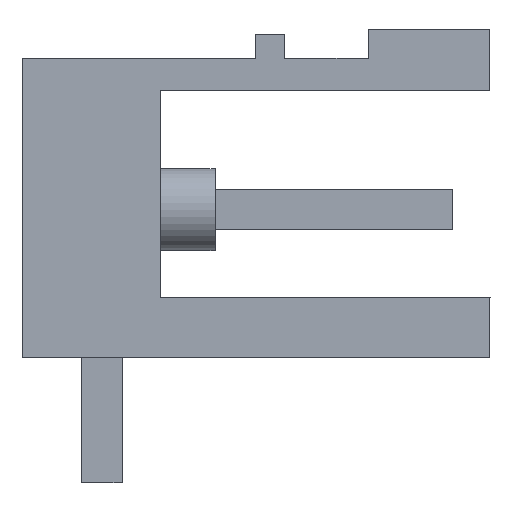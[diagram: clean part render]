
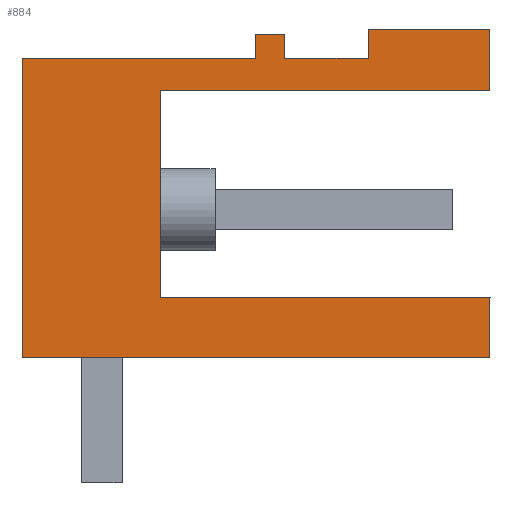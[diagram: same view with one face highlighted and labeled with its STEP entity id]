
A CAD part, left-side view. The second image highlights one B-rep face of the part: STEP entity #884.
In plain terms, the highlighted planar face has unit normal (-1, 0, 0).
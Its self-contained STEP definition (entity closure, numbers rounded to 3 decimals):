
#784=AXIS2_PLACEMENT_3D('Plane Axis2P3D',#781,#782,#783) ;
#254=CARTESIAN_POINT('Vertex',(0.,12.,1.5)) ;
#257=CARTESIAN_POINT('Line Origine',(0.,12.,5.34)) ;
#261=CARTESIAN_POINT('Vertex',(0.,12.,9.18)) ;
#661=CARTESIAN_POINT('Vertex',(0.,0.,1.5)) ;
#664=CARTESIAN_POINT('Line Origine',(0.,6.,1.5)) ;
#781=CARTESIAN_POINT('Axis2P3D Location',(0.,12.,0.)) ;
#786=CARTESIAN_POINT('Line Origine',(0.,0.,9.146)) ;
#790=CARTESIAN_POINT('Vertex',(0.,0.,8.363)) ;
#792=CARTESIAN_POINT('Vertex',(0.,0.,9.93)) ;
#795=CARTESIAN_POINT('Line Origine',(0.,1.56,9.93)) ;
#799=CARTESIAN_POINT('Vertex',(0.,3.12,9.93)) ;
#802=CARTESIAN_POINT('Line Origine',(0.,3.12,9.555)) ;
#806=CARTESIAN_POINT('Vertex',(0.,3.12,9.18)) ;
#809=CARTESIAN_POINT('Line Origine',(0.,4.195,9.18)) ;
#813=CARTESIAN_POINT('Vertex',(0.,5.27,9.18)) ;
#816=CARTESIAN_POINT('Line Origine',(0.,5.27,9.49)) ;
#820=CARTESIAN_POINT('Vertex',(0.,5.27,9.8)) ;
#823=CARTESIAN_POINT('Line Origine',(0.,5.645,9.8)) ;
#827=CARTESIAN_POINT('Vertex',(0.,6.02,9.8)) ;
#830=CARTESIAN_POINT('Line Origine',(0.,6.02,9.49)) ;
#834=CARTESIAN_POINT('Vertex',(0.,6.02,9.18)) ;
#837=CARTESIAN_POINT('Line Origine',(0.,9.01,9.18)) ;
#842=CARTESIAN_POINT('Line Origine',(0.,0.,2.275)) ;
#846=CARTESIAN_POINT('Vertex',(0.,0.,3.05)) ;
#849=CARTESIAN_POINT('Line Origine',(0.,4.225,3.05)) ;
#853=CARTESIAN_POINT('Vertex',(0.,8.45,3.05)) ;
#856=CARTESIAN_POINT('Line Origine',(0.,8.45,5.707)) ;
#860=CARTESIAN_POINT('Vertex',(0.,8.45,8.363)) ;
#863=CARTESIAN_POINT('Line Origine',(0.,4.225,8.363)) ;
#258=DIRECTION('Vector Direction',(0.,0.,-1.)) ;
#665=DIRECTION('Vector Direction',(0.,1.,0.)) ;
#782=DIRECTION('Axis2P3D Direction',(-1.,0.,0.)) ;
#783=DIRECTION('Axis2P3D XDirection',(0.,-1.,0.)) ;
#787=DIRECTION('Vector Direction',(0.,0.,-1.)) ;
#796=DIRECTION('Vector Direction',(0.,1.,0.)) ;
#803=DIRECTION('Vector Direction',(0.,0.,1.)) ;
#810=DIRECTION('Vector Direction',(0.,1.,0.)) ;
#817=DIRECTION('Vector Direction',(0.,0.,1.)) ;
#824=DIRECTION('Vector Direction',(0.,-1.,0.)) ;
#831=DIRECTION('Vector Direction',(0.,0.,1.)) ;
#838=DIRECTION('Vector Direction',(0.,-1.,0.)) ;
#843=DIRECTION('Vector Direction',(0.,0.,1.)) ;
#850=DIRECTION('Vector Direction',(0.,1.,0.)) ;
#857=DIRECTION('Vector Direction',(0.,0.,1.)) ;
#864=DIRECTION('Vector Direction',(0.,1.,0.)) ;
#259=VECTOR('Line Direction',#258,1.) ;
#666=VECTOR('Line Direction',#665,1.) ;
#788=VECTOR('Line Direction',#787,1.) ;
#797=VECTOR('Line Direction',#796,1.) ;
#804=VECTOR('Line Direction',#803,1.) ;
#811=VECTOR('Line Direction',#810,1.) ;
#818=VECTOR('Line Direction',#817,1.) ;
#825=VECTOR('Line Direction',#824,1.) ;
#832=VECTOR('Line Direction',#831,1.) ;
#839=VECTOR('Line Direction',#838,1.) ;
#844=VECTOR('Line Direction',#843,1.) ;
#851=VECTOR('Line Direction',#850,1.) ;
#858=VECTOR('Line Direction',#857,1.) ;
#865=VECTOR('Line Direction',#864,1.) ;
#869=ORIENTED_EDGE('',*,*,#794,.T.) ;
#870=ORIENTED_EDGE('',*,*,#801,.T.) ;
#871=ORIENTED_EDGE('',*,*,#808,.T.) ;
#872=ORIENTED_EDGE('',*,*,#815,.T.) ;
#873=ORIENTED_EDGE('',*,*,#822,.T.) ;
#874=ORIENTED_EDGE('',*,*,#829,.T.) ;
#875=ORIENTED_EDGE('',*,*,#836,.T.) ;
#876=ORIENTED_EDGE('',*,*,#841,.F.) ;
#877=ORIENTED_EDGE('',*,*,#263,.T.) ;
#878=ORIENTED_EDGE('',*,*,#668,.F.) ;
#879=ORIENTED_EDGE('',*,*,#848,.T.) ;
#880=ORIENTED_EDGE('',*,*,#855,.T.) ;
#881=ORIENTED_EDGE('',*,*,#862,.T.) ;
#882=ORIENTED_EDGE('',*,*,#867,.T.) ;
#884=ADVANCED_FACE('Housing',(#883),#785,.T.) ;
#263=EDGE_CURVE('',#262,#255,#260,.T.) ;
#668=EDGE_CURVE('',#662,#255,#667,.T.) ;
#794=EDGE_CURVE('',#791,#793,#789,.F.) ;
#801=EDGE_CURVE('',#793,#800,#798,.T.) ;
#808=EDGE_CURVE('',#800,#807,#805,.F.) ;
#815=EDGE_CURVE('',#807,#814,#812,.T.) ;
#822=EDGE_CURVE('',#814,#821,#819,.T.) ;
#829=EDGE_CURVE('',#821,#828,#826,.F.) ;
#836=EDGE_CURVE('',#828,#835,#833,.F.) ;
#841=EDGE_CURVE('',#262,#835,#840,.T.) ;
#848=EDGE_CURVE('',#662,#847,#845,.T.) ;
#855=EDGE_CURVE('',#847,#854,#852,.T.) ;
#862=EDGE_CURVE('',#854,#861,#859,.T.) ;
#867=EDGE_CURVE('',#861,#791,#866,.F.) ;
#868=EDGE_LOOP('',(#869,#870,#871,#872,#873,#874,#875,#876,#877,#878,#879,#880,#881,#882)) ;
#883=FACE_OUTER_BOUND('',#868,.T.) ;
#260=LINE('Line',#257,#259) ;
#667=LINE('Line',#664,#666) ;
#789=LINE('Line',#786,#788) ;
#798=LINE('Line',#795,#797) ;
#805=LINE('Line',#802,#804) ;
#812=LINE('Line',#809,#811) ;
#819=LINE('Line',#816,#818) ;
#826=LINE('Line',#823,#825) ;
#833=LINE('Line',#830,#832) ;
#840=LINE('Line',#837,#839) ;
#845=LINE('Line',#842,#844) ;
#852=LINE('Line',#849,#851) ;
#859=LINE('Line',#856,#858) ;
#866=LINE('Line',#863,#865) ;
#785=PLANE('',#784) ;
#255=VERTEX_POINT('',#254) ;
#262=VERTEX_POINT('',#261) ;
#662=VERTEX_POINT('',#661) ;
#791=VERTEX_POINT('',#790) ;
#793=VERTEX_POINT('',#792) ;
#800=VERTEX_POINT('',#799) ;
#807=VERTEX_POINT('',#806) ;
#814=VERTEX_POINT('',#813) ;
#821=VERTEX_POINT('',#820) ;
#828=VERTEX_POINT('',#827) ;
#835=VERTEX_POINT('',#834) ;
#847=VERTEX_POINT('',#846) ;
#854=VERTEX_POINT('',#853) ;
#861=VERTEX_POINT('',#860) ;
